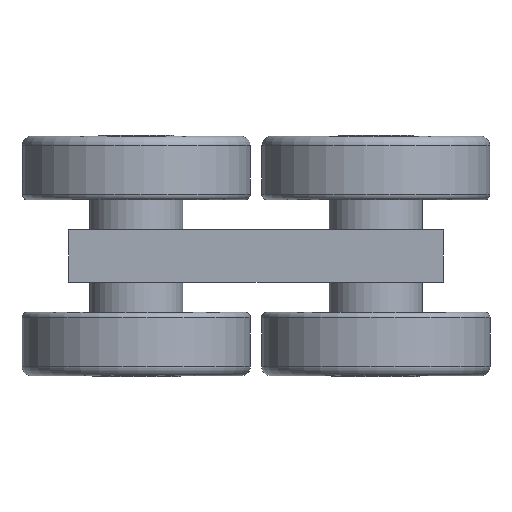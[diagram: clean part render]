
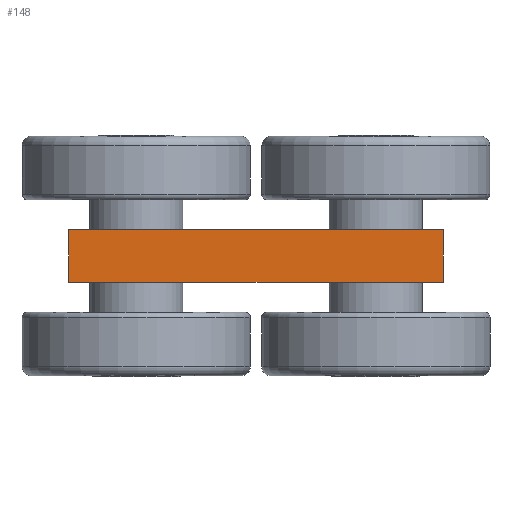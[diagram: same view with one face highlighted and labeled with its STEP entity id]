
A CAD part, front view. The second image highlights one B-rep face of the part: STEP entity #148.
In plain terms, the highlighted planar face has unit normal (0, -1, 0).
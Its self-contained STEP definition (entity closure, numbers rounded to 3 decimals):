
#148=ADVANCED_FACE('',(#2137),#2139,.T.);
#2137=FACE_BOUND('',#2138,.T.);
#2138=EDGE_LOOP('',(#3824,#3825,#3826,#3827));
#2139=PLANE('',#2140);
#2140=AXIS2_PLACEMENT_3D('',#2141,#2142,#2143);
#2141=CARTESIAN_POINT('',(-50.,-86.625,-7.));
#2142=DIRECTION('',(0.,-1.,0.));
#2143=DIRECTION('',(1.,0.,0.));
#3824=ORIENTED_EDGE('',*,*,#4717,.T.);
#3825=ORIENTED_EDGE('',*,*,#4726,.T.);
#3826=ORIENTED_EDGE('',*,*,#4727,.F.);
#3827=ORIENTED_EDGE('',*,*,#4728,.F.);
#4717=EDGE_CURVE('',#5183,#5180,#5184,.T.);
#4726=EDGE_CURVE('',#5180,#5198,#5200,.T.);
#4727=EDGE_CURVE('',#5201,#5198,#5202,.T.);
#4728=EDGE_CURVE('',#5183,#5201,#5203,.T.);
#5180=VERTEX_POINT('',#5998);
#5183=VERTEX_POINT('',#6003);
#5184=LINE('',#6004,#6005);
#5198=VERTEX_POINT('',#6038);
#5200=LINE('',#6042,#6043);
#5201=VERTEX_POINT('',#6045);
#5202=LINE('',#6046,#6047);
#5203=LINE('',#6049,#6050);
#5998=CARTESIAN_POINT('',(50.,-86.625,-7.));
#6003=CARTESIAN_POINT('',(-50.,-86.625,-7.));
#6004=CARTESIAN_POINT('',(-50.,-86.625,-7.));
#6005=VECTOR('',#6006,1.);
#6006=DIRECTION('',(1.,0.,0.));
#6038=CARTESIAN_POINT('',(50.,-86.625,7.));
#6042=CARTESIAN_POINT('',(50.,-86.625,-7.));
#6043=VECTOR('',#6044,1.);
#6044=DIRECTION('',(0.,0.,1.));
#6045=CARTESIAN_POINT('',(-50.,-86.625,7.));
#6046=CARTESIAN_POINT('',(-50.,-86.625,7.));
#6047=VECTOR('',#6048,1.);
#6048=DIRECTION('',(1.,0.,0.));
#6049=CARTESIAN_POINT('',(-50.,-86.625,-7.));
#6050=VECTOR('',#6051,1.);
#6051=DIRECTION('',(0.,0.,1.));
